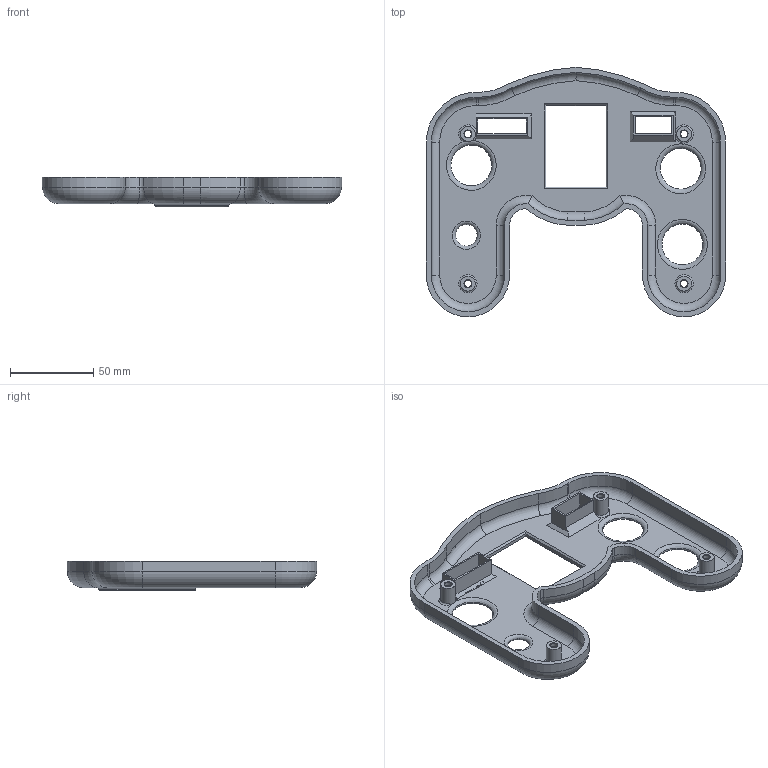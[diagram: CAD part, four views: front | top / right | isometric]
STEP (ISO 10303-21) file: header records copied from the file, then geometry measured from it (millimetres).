
FILE_DESCRIPTION(/* description */ (''),/* implementation_level */ '2;1');
FILE_NAME(/* name */ 'Controller top v4.stp',/* time_stamp */ '2023-04-16T23:59:17-04:00',/* author */ (''),/* organization */ (''),/* preprocessor_version */ 'ST-DEVELOPER v18.102',/* originating_system */ 'SIEMENS PLM Software NX2206.6002',/* authorisation */ '');
FILE_SCHEMA (('AUTOMOTIVE_DESIGN { 1 0 10303 214 3 1 1 1 }'));
Length unit declared in the file: millimetre
Products named in the file (1): Controller top v4
Bounding box: 180 x 150 x 18 mm (x, y, z)
Volume: 65374.4 mm3; surface area: 55320.8 mm2
Topology: 1 solids, 1 shells, 709 faces, 1788 edges, 1168 vertices
Faces by surface type: plane 461, bspline 83, cylinder 60, extrusion 55, torus 38, cone 12
Full cylindrical faces by diameter (mm): 4.2 x4, 6.5 x4, 9 x4
Entity records: 26804 total; most frequent: CARTESIAN_POINT 10984, ORIENTED_EDGE 3446, DIRECTION 2655, EDGE_CURVE 1723, VECTOR 1149, VERTEX_POINT 1148, LINE 1094, EDGE_LOOP 863
